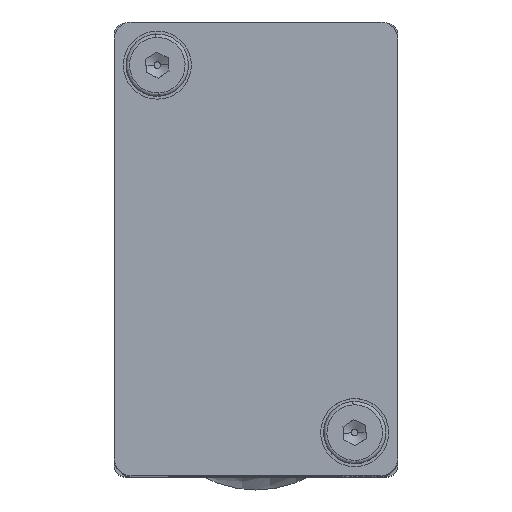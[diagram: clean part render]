
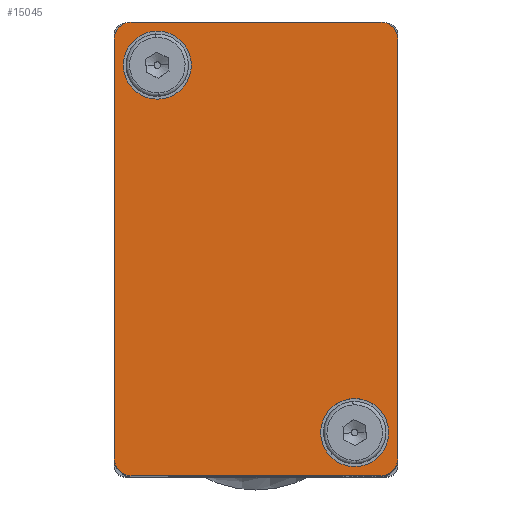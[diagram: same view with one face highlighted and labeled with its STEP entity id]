
A CAD part, top view. The second image highlights one B-rep face of the part: STEP entity #15045.
In plain terms, the highlighted face is planar.
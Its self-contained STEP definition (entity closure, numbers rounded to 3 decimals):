
#13495=CARTESIAN_POINT('',(7.2,6.75,15.2));
#13496=VERTEX_POINT('',#13495);
#13512=CARTESIAN_POINT('',(7.2,6.75,9.2));
#13513=VERTEX_POINT('',#13512);
#13520=CARTESIAN_POINT('',(7.2,6.75,12.2));
#13521=DIRECTION('',(0.0,-1.0,0.0));
#13522=DIRECTION('',(0.0,0.0,1.0));
#13523=AXIS2_PLACEMENT_3D('',#13520,#13521,#13522);
#13524=CIRCLE('',#13523,3.0);
#13525=EDGE_CURVE('',#13496,#13513,#13524,.T.);
#13537=CARTESIAN_POINT('',(-10.2,6.75,-17.2));
#13538=VERTEX_POINT('',#13537);
#13554=CARTESIAN_POINT('',(-10.2,6.75,-23.2));
#13555=VERTEX_POINT('',#13554);
#13562=CARTESIAN_POINT('',(-10.2,6.75,-20.2));
#13563=DIRECTION('',(0.0,-1.0,0.0));
#13564=DIRECTION('',(0.0,0.0,1.0));
#13565=AXIS2_PLACEMENT_3D('',#13562,#13563,#13564);
#13566=CIRCLE('',#13565,3.0);
#13567=EDGE_CURVE('',#13538,#13555,#13566,.T.);
#13579=CARTESIAN_POINT('',(-13.561,6.75,15.561));
#13580=VERTEX_POINT('',#13579);
#13596=CARTESIAN_POINT('',(-12.5,6.75,16.));
#13597=VERTEX_POINT('',#13596);
#13604=CARTESIAN_POINT('',(-12.5,6.75,14.5));
#13605=DIRECTION('',(0.0,-1.,0.0));
#13606=DIRECTION('',(-0.707,0.0,0.707));
#13607=AXIS2_PLACEMENT_3D('',#13604,#13605,#13606);
#13608=CIRCLE('',#13607,1.5);
#13609=EDGE_CURVE('',#13597,#13580,#13608,.T.);
#13621=CARTESIAN_POINT('',(-13.561,6.75,-23.561));
#13622=VERTEX_POINT('',#13621);
#13638=CARTESIAN_POINT('',(-14.0,6.75,-22.5));
#13639=VERTEX_POINT('',#13638);
#13646=CARTESIAN_POINT('',(-12.5,6.75,-22.5));
#13647=DIRECTION('',(0.0,-1.,0.0));
#13648=DIRECTION('',(-0.707,0.0,-0.707));
#13649=AXIS2_PLACEMENT_3D('',#13646,#13647,#13648);
#13650=CIRCLE('',#13649,1.5);
#13651=EDGE_CURVE('',#13639,#13622,#13650,.T.);
#13663=CARTESIAN_POINT('',(10.561,6.75,-23.561));
#13664=VERTEX_POINT('',#13663);
#13680=CARTESIAN_POINT('',(9.5,6.75,-24.0));
#13681=VERTEX_POINT('',#13680);
#13688=CARTESIAN_POINT('',(9.5,6.75,-22.5));
#13689=DIRECTION('',(0.0,-1.,0.0));
#13690=DIRECTION('',(0.707,0.0,-0.707));
#13691=AXIS2_PLACEMENT_3D('',#13688,#13689,#13690);
#13692=CIRCLE('',#13691,1.5);
#13693=EDGE_CURVE('',#13681,#13664,#13692,.T.);
#13705=CARTESIAN_POINT('',(10.561,6.75,15.561));
#13706=VERTEX_POINT('',#13705);
#13722=CARTESIAN_POINT('',(11.0,6.75,14.5));
#13723=VERTEX_POINT('',#13722);
#13730=CARTESIAN_POINT('',(9.5,6.75,14.5));
#13731=DIRECTION('',(0.0,-1.,0.0));
#13732=DIRECTION('',(0.707,0.0,0.707));
#13733=AXIS2_PLACEMENT_3D('',#13730,#13731,#13732);
#13734=CIRCLE('',#13733,1.5);
#13735=EDGE_CURVE('',#13723,#13706,#13734,.T.);
#14918=CARTESIAN_POINT('',(9.5,6.75,16.));
#14919=VERTEX_POINT('',#14918);
#14920=CARTESIAN_POINT('',(9.5,6.75,14.5));
#14921=DIRECTION('',(0.0,-1.,0.0));
#14922=DIRECTION('',(0.707,0.0,0.707));
#14923=AXIS2_PLACEMENT_3D('',#14920,#14921,#14922);
#14924=CIRCLE('',#14923,1.5);
#14925=EDGE_CURVE('',#13706,#14919,#14924,.T.);
#14951=CARTESIAN_POINT('',(9.5,6.75,16.));
#14952=DIRECTION('',(-1.0,0.0,0.0));
#14953=VECTOR('',#14952,22.0);
#14954=LINE('',#14951,#14953);
#14955=EDGE_CURVE('',#14919,#13597,#14954,.T.);
#14967=CARTESIAN_POINT('',(0.,6.75,0.));
#14968=DIRECTION('',(0.0,1.0,0.0));
#14969=DIRECTION('',(0.0,0.0,1.0));
#14970=AXIS2_PLACEMENT_3D('',#14967,#14968,#14969);
#14971=PLANE('',#14970);
#14972=ORIENTED_EDGE('',*,*,#13735,.F.);
#14973=CARTESIAN_POINT('',(11.0,6.75,-22.5));
#14974=VERTEX_POINT('',#14973);
#14975=CARTESIAN_POINT('',(11.0,6.75,-22.5));
#14976=DIRECTION('',(0.0,0.0,1.0));
#14977=VECTOR('',#14976,37.0);
#14978=LINE('',#14975,#14977);
#14979=EDGE_CURVE('',#14974,#13723,#14978,.T.);
#14980=ORIENTED_EDGE('',*,*,#14979,.F.);
#14981=CARTESIAN_POINT('',(9.5,6.75,-22.5));
#14982=DIRECTION('',(0.0,-1.,0.0));
#14983=DIRECTION('',(0.707,0.0,-0.707));
#14984=AXIS2_PLACEMENT_3D('',#14981,#14982,#14983);
#14985=CIRCLE('',#14984,1.5);
#14986=EDGE_CURVE('',#13664,#14974,#14985,.T.);
#14987=ORIENTED_EDGE('',*,*,#14986,.F.);
#14988=ORIENTED_EDGE('',*,*,#13693,.F.);
#14989=CARTESIAN_POINT('',(-12.5,6.75,-24.0));
#14990=VERTEX_POINT('',#14989);
#14991=CARTESIAN_POINT('',(-12.5,6.75,-24.0));
#14992=DIRECTION('',(1.0,0.0,0.0));
#14993=VECTOR('',#14992,22.0);
#14994=LINE('',#14991,#14993);
#14995=EDGE_CURVE('',#14990,#13681,#14994,.T.);
#14996=ORIENTED_EDGE('',*,*,#14995,.F.);
#14997=CARTESIAN_POINT('',(-12.5,6.75,-22.5));
#14998=DIRECTION('',(0.0,-1.,0.0));
#14999=DIRECTION('',(-0.707,0.0,-0.707));
#15000=AXIS2_PLACEMENT_3D('',#14997,#14998,#14999);
#15001=CIRCLE('',#15000,1.5);
#15002=EDGE_CURVE('',#13622,#14990,#15001,.T.);
#15003=ORIENTED_EDGE('',*,*,#15002,.F.);
#15004=ORIENTED_EDGE('',*,*,#13651,.F.);
#15005=CARTESIAN_POINT('',(-14.0,6.75,14.5));
#15006=VERTEX_POINT('',#15005);
#15007=CARTESIAN_POINT('',(-14.0,6.75,14.5));
#15008=DIRECTION('',(0.0,0.0,-1.0));
#15009=VECTOR('',#15008,37.0);
#15010=LINE('',#15007,#15009);
#15011=EDGE_CURVE('',#15006,#13639,#15010,.T.);
#15012=ORIENTED_EDGE('',*,*,#15011,.F.);
#15013=CARTESIAN_POINT('',(-12.5,6.75,14.5));
#15014=DIRECTION('',(0.0,-1.,0.0));
#15015=DIRECTION('',(-0.707,0.0,0.707));
#15016=AXIS2_PLACEMENT_3D('',#15013,#15014,#15015);
#15017=CIRCLE('',#15016,1.5);
#15018=EDGE_CURVE('',#13580,#15006,#15017,.T.);
#15019=ORIENTED_EDGE('',*,*,#15018,.F.);
#15020=ORIENTED_EDGE('',*,*,#13609,.F.);
#15021=ORIENTED_EDGE('',*,*,#14955,.F.);
#15022=ORIENTED_EDGE('',*,*,#14925,.F.);
#15023=EDGE_LOOP('',(#14972,#14980,#14987,#14988,#14996,#15003,#15004,#15012,#15019,#15020,#15021,#15022));
#15024=FACE_OUTER_BOUND('',#15023,.T.);
#15025=ORIENTED_EDGE('',*,*,#13567,.T.);
#15026=CARTESIAN_POINT('',(-10.2,6.75,-20.2));
#15027=DIRECTION('',(0.0,-1.0,0.0));
#15028=DIRECTION('',(0.0,0.0,1.0));
#15029=AXIS2_PLACEMENT_3D('',#15026,#15027,#15028);
#15030=CIRCLE('',#15029,3.0);
#15031=EDGE_CURVE('',#13555,#13538,#15030,.T.);
#15032=ORIENTED_EDGE('',*,*,#15031,.T.);
#15033=EDGE_LOOP('',(#15025,#15032));
#15034=FACE_BOUND('',#15033,.T.);
#15035=ORIENTED_EDGE('',*,*,#13525,.T.);
#15036=CARTESIAN_POINT('',(7.2,6.75,12.2));
#15037=DIRECTION('',(0.0,-1.0,0.0));
#15038=DIRECTION('',(0.0,0.0,1.0));
#15039=AXIS2_PLACEMENT_3D('',#15036,#15037,#15038);
#15040=CIRCLE('',#15039,3.0);
#15041=EDGE_CURVE('',#13513,#13496,#15040,.T.);
#15042=ORIENTED_EDGE('',*,*,#15041,.T.);
#15043=EDGE_LOOP('',(#15035,#15042));
#15044=FACE_BOUND('',#15043,.T.);
#15045=ADVANCED_FACE('',(#15024,#15034,#15044),#14971,.T.);
